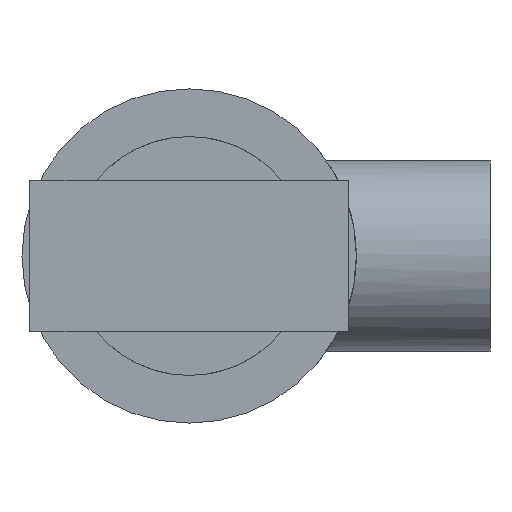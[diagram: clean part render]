
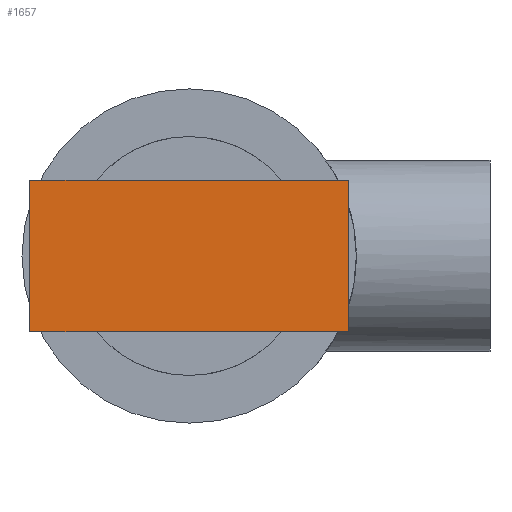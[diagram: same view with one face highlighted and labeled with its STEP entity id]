
A CAD part, front view. The second image highlights one B-rep face of the part: STEP entity #1657.
In plain terms, the highlighted planar face has unit normal (0, -1, 0).
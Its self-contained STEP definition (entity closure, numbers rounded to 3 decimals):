
#45 = CARTESIAN_POINT ( 'NONE',  ( -20., -24.35, -9.5 ) ) ;
#96 = ORIENTED_EDGE ( 'NONE', *, *, #1767, .F. ) ;
#147 = EDGE_CURVE ( 'NONE', #1276, #991, #1235, .T. ) ;
#174 = CARTESIAN_POINT ( 'NONE',  ( 20., -24.35, 9.5 ) ) ;
#199 = CARTESIAN_POINT ( 'NONE',  ( -20., -24.35, 9.5 ) ) ;
#298 = ORIENTED_EDGE ( 'NONE', *, *, #147, .F. ) ;
#317 = DIRECTION ( 'NONE',  ( 0., 1., 0. ) ) ;
#341 = CARTESIAN_POINT ( 'NONE',  ( 20., -24.35, -9.5 ) ) ;
#476 = VECTOR ( 'NONE', #747, 1000. ) ;
#479 = CARTESIAN_POINT ( 'NONE',  ( 20., -24.35, 9.5 ) ) ;
#491 = FACE_OUTER_BOUND ( 'NONE', #1419, .T. ) ;
#578 = EDGE_CURVE ( 'NONE', #768, #614, #1068, .T. ) ;
#614 = VERTEX_POINT ( 'NONE', #1427 ) ;
#637 = DIRECTION ( 'NONE',  ( 0., 0., -1. ) ) ;
#747 = DIRECTION ( 'NONE',  ( -1., 0., 0. ) ) ;
#768 = VERTEX_POINT ( 'NONE', #1149 ) ;
#787 = LINE ( 'NONE', #199, #1314 ) ;
#855 = ORIENTED_EDGE ( 'NONE', *, *, #578, .T. ) ;
#896 = DIRECTION ( 'NONE',  ( 0., 0., 1. ) ) ;
#932 = EDGE_CURVE ( 'NONE', #614, #991, #787, .T. ) ;
#991 = VERTEX_POINT ( 'NONE', #45 ) ;
#1068 = LINE ( 'NONE', #1659, #476 ) ;
#1072 = CARTESIAN_POINT ( 'NONE',  ( 20., -24.35, -9.5 ) ) ;
#1101 = PLANE ( 'NONE',  #1391 ) ;
#1149 = CARTESIAN_POINT ( 'NONE',  ( 20., -24.35, 9.5 ) ) ;
#1229 = DIRECTION ( 'NONE',  ( 0., 0., -1. ) ) ;
#1235 = LINE ( 'NONE', #341, #1887 ) ;
#1276 = VERTEX_POINT ( 'NONE', #1072 ) ;
#1314 = VECTOR ( 'NONE', #637, 1000. ) ;
#1391 = AXIS2_PLACEMENT_3D ( 'NONE', #479, #317, #896 ) ;
#1419 = EDGE_LOOP ( 'NONE', ( #1716, #298, #96, #855 ) ) ;
#1427 = CARTESIAN_POINT ( 'NONE',  ( -20., -24.35, 9.5 ) ) ;
#1520 = LINE ( 'NONE', #174, #1891 ) ;
#1657 = ADVANCED_FACE ( 'NONE', ( #491 ), #1101, .F. ) ;
#1659 = CARTESIAN_POINT ( 'NONE',  ( 20., -24.35, 9.5 ) ) ;
#1716 = ORIENTED_EDGE ( 'NONE', *, *, #932, .T. ) ;
#1767 = EDGE_CURVE ( 'NONE', #768, #1276, #1520, .T. ) ;
#1829 = DIRECTION ( 'NONE',  ( -1., 0., 0. ) ) ;
#1887 = VECTOR ( 'NONE', #1829, 1000. ) ;
#1891 = VECTOR ( 'NONE', #1229, 1000. ) ;
